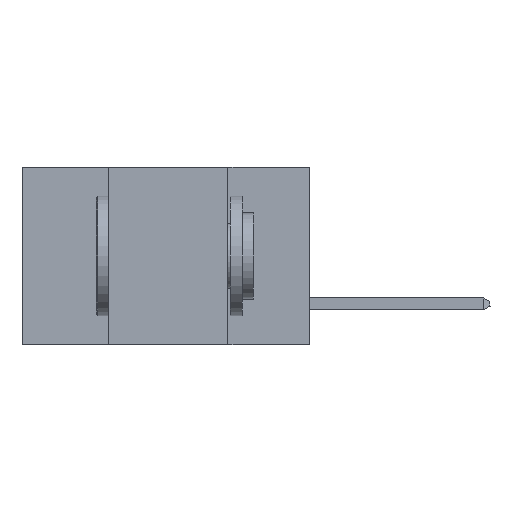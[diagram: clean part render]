
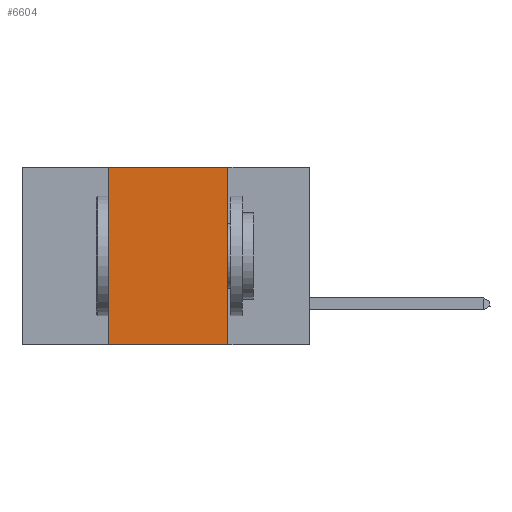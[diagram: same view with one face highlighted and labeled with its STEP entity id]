
A CAD part, left-side view. The second image highlights one B-rep face of the part: STEP entity #6604.
In plain terms, the highlighted planar face has unit normal (-1, 0, 0).
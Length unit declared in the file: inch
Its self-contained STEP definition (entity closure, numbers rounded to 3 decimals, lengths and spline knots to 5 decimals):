
#186 = VECTOR ( 'NONE', #3166, 39.37008 ) ;
#650 = EDGE_CURVE ( 'NONE', #3711, #9550, #12590, .T. ) ;
#1269 = CARTESIAN_POINT ( 'NONE',  ( 0., 0.17, 0. ) ) ;
#1428 = CARTESIAN_POINT ( 'NONE',  ( 0., 0.6, 0. ) ) ;
#1510 = CARTESIAN_POINT ( 'NONE',  ( 0., 0.17, -0.37 ) ) ;
#1533 = VECTOR ( 'NONE', #12531, 39.37008 ) ;
#1947 = ORIENTED_EDGE ( 'NONE', *, *, #9451, .F. ) ;
#2429 = DIRECTION ( 'NONE',  ( 1., 0., 0. ) ) ;
#2584 = EDGE_CURVE ( 'NONE', #2734, #10901, #4496, .T. ) ;
#2734 = VERTEX_POINT ( 'NONE', #3257 ) ;
#2773 = ORIENTED_EDGE ( 'NONE', *, *, #11740, .F. ) ;
#2990 = ORIENTED_EDGE ( 'NONE', *, *, #650, .F. ) ;
#3166 = DIRECTION ( 'NONE',  ( 0., -1., 0. ) ) ;
#3257 = CARTESIAN_POINT ( 'NONE',  ( 0., 0.42, -0.37 ) ) ;
#3294 = VECTOR ( 'NONE', #11918, 39.37008 ) ;
#3449 = EDGE_LOOP ( 'NONE', ( #1947, #2990, #2773, #12271 ) ) ;
#3530 = CARTESIAN_POINT ( 'NONE',  ( 0., 0.42, 0. ) ) ;
#3711 = VERTEX_POINT ( 'NONE', #3530 ) ;
#4496 = LINE ( 'NONE', #9893, #186 ) ;
#5467 = VECTOR ( 'NONE', #5853, 39.37008 ) ;
#5669 = CARTESIAN_POINT ( 'NONE',  ( 0., 0.17, 0. ) ) ;
#5753 = LINE ( 'NONE', #1269, #3294 ) ;
#5853 = DIRECTION ( 'NONE',  ( 0., -1., 0. ) ) ;
#6604 = ADVANCED_FACE ( 'NONE', ( #12495 ), #8644, .F. ) ;
#6801 = CARTESIAN_POINT ( 'NONE',  ( 0., 0.6, 0. ) ) ;
#8574 = CARTESIAN_POINT ( 'NONE',  ( 0., 0.42, 0. ) ) ;
#8644 = PLANE ( 'NONE',  #12101 ) ;
#9451 = EDGE_CURVE ( 'NONE', #9550, #10901, #5753, .T. ) ;
#9550 = VERTEX_POINT ( 'NONE', #5669 ) ;
#9893 = CARTESIAN_POINT ( 'NONE',  ( 0., 0.6, -0.37 ) ) ;
#10901 = VERTEX_POINT ( 'NONE', #1510 ) ;
#11028 = LINE ( 'NONE', #8574, #1533 ) ;
#11244 = DIRECTION ( 'NONE',  ( 0., 0., -1. ) ) ;
#11740 = EDGE_CURVE ( 'NONE', #2734, #3711, #11028, .T. ) ;
#11918 = DIRECTION ( 'NONE',  ( 0., 0., -1. ) ) ;
#12101 = AXIS2_PLACEMENT_3D ( 'NONE', #1428, #2429, #11244 ) ;
#12271 = ORIENTED_EDGE ( 'NONE', *, *, #2584, .T. ) ;
#12495 = FACE_OUTER_BOUND ( 'NONE', #3449, .T. ) ;
#12531 = DIRECTION ( 'NONE',  ( 0., 0., 1. ) ) ;
#12590 = LINE ( 'NONE', #6801, #5467 ) ;
